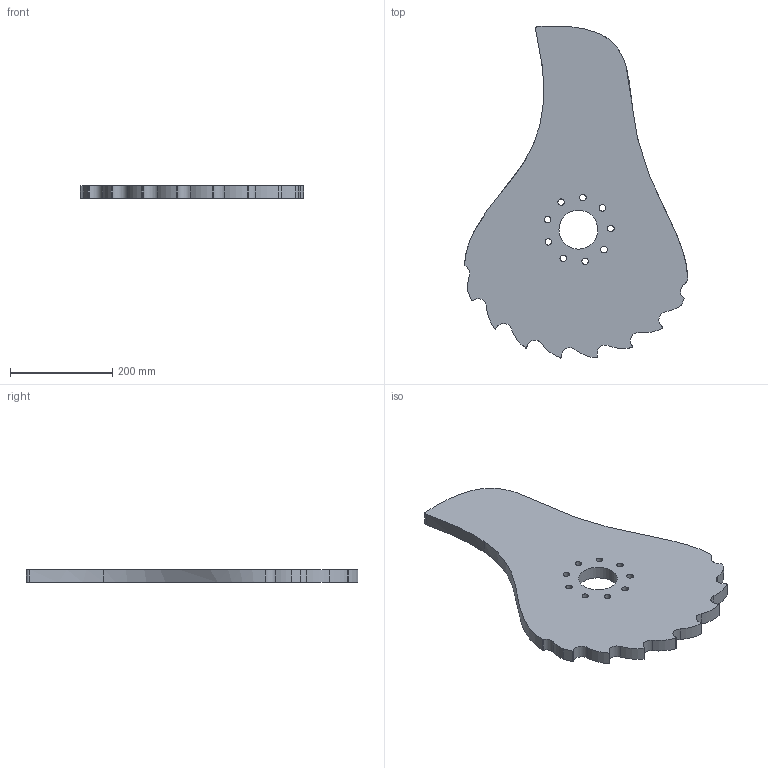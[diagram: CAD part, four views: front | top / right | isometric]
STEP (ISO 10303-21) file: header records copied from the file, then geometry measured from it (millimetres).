
FILE_DESCRIPTION(/* description */ ('','CAx-IF Rec.Pracs.---Representation and Presentation of Product Manufacturing Information (PMI)---4.0---2014-10-13'),/* implementation_level */ '2;1');
FILE_NAME(/* name */ 'WeaponDraft02_opt.stp',/* time_stamp */ '2021-03-17T19:15:37-04:00',/* author */ ('M3rob'),/* organization */ (''),/* preprocessor_version */ 'ST-DEVELOPER v18.1',/* originating_system */ 'Autodesk Inventor 2021',/* authorisation */ '');
FILE_SCHEMA (('AP242_MANAGED_MODEL_BASED_3D_ENGINEERING_MIM_LF { 1 0 10303 442 1 1 4 }'));
Length unit declared in the file: inch
Products named in the file (1): WeaponDraft02_opt
Bounding box: 436.9 x 650.03 x 25.4 mm (x, y, z)
Volume: 4278590.3 mm3; surface area: 400321.8 mm2
Topology: 1 solids, 1 shells, 53 faces, 243 edges, 262 vertices
Faces by surface type: cylinder 38, bspline 13, plane 2
Full cylindrical faces by diameter (mm): 12.7 x9, 76.2 x1
Entity records: 3268 total; most frequent: CARTESIAN_POINT 1198, DIRECTION 463, ORIENTED_EDGE 326, AXIS2_PLACEMENT_3D 213, EDGE_CURVE 163, CIRCLE 159, VERTEX_POINT 112, STYLED_ITEM 87
